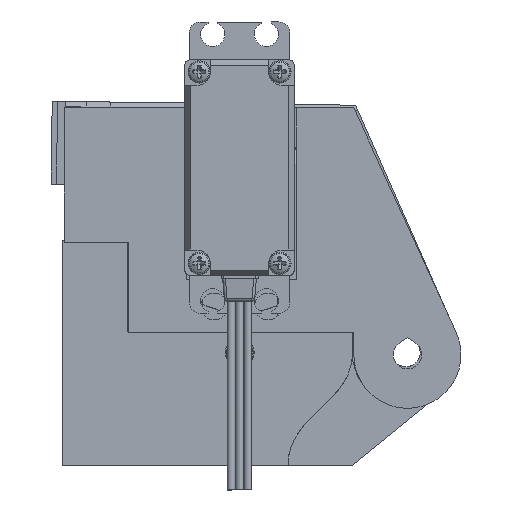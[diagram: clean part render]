
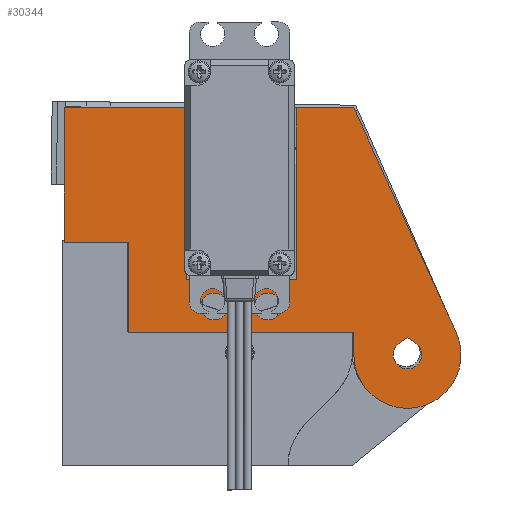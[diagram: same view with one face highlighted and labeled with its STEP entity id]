
A CAD part, left-side view. The second image highlights one B-rep face of the part: STEP entity #30344.
In plain terms, the highlighted planar face has unit normal (-1, 0, 0).
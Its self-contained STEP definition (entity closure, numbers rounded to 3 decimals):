
#1919=FACE_BOUND('',#5936,.T.);
#1920=FACE_BOUND('',#5937,.T.);
#1921=FACE_BOUND('',#5938,.T.);
#2850=CIRCLE('',#33033,2.5);
#2852=CIRCLE('',#33036,2.5);
#2854=CIRCLE('',#33043,10.);
#2855=CIRCLE('',#33044,2.65);
#4066=FACE_OUTER_BOUND('',#5935,.T.);
#5935=EDGE_LOOP('',(#25291,#25292,#25293,#25294,#25295,#25296,#25297,#25298,
#25299,#25300,#25301,#25302,#25303,#25304,#25305,#25306,#25307));
#5936=EDGE_LOOP('',(#25308));
#5937=EDGE_LOOP('',(#25309));
#5938=EDGE_LOOP('',(#25310,#25311,#25312));
#8054=LINE('',#53813,#10698);
#8058=LINE('',#53821,#10702);
#8152=LINE('',#54302,#10796);
#8156=LINE('',#54310,#10800);
#8159=LINE('',#54316,#10803);
#8163=LINE('',#54324,#10807);
#8164=LINE('',#54325,#10808);
#8165=LINE('',#54327,#10809);
#8166=LINE('',#54329,#10810);
#8167=LINE('',#54331,#10811);
#8168=LINE('',#54333,#10812);
#8169=LINE('',#54335,#10813);
#8170=LINE('',#54337,#10814);
#8171=LINE('',#54340,#10815);
#8172=LINE('',#54342,#10816);
#8173=LINE('',#54343,#10817);
#8174=LINE('',#54346,#10818);
#8175=LINE('',#54349,#10819);
#10698=VECTOR('',#39050,10.);
#10702=VECTOR('',#39054,10.);
#10796=VECTOR('',#39178,10.);
#10800=VECTOR('',#39184,10.);
#10803=VECTOR('',#39189,10.);
#10807=VECTOR('',#39197,10.);
#10808=VECTOR('',#39198,10.);
#10809=VECTOR('',#39199,10.);
#10810=VECTOR('',#39200,10.);
#10811=VECTOR('',#39201,10.);
#10812=VECTOR('',#39202,10.);
#10813=VECTOR('',#39203,10.);
#10814=VECTOR('',#39204,10.);
#10815=VECTOR('',#39207,10.);
#10816=VECTOR('',#39208,10.);
#10817=VECTOR('',#39209,10.);
#10818=VECTOR('',#39210,10.);
#10819=VECTOR('',#39213,10.);
#13741=VERTEX_POINT('',#53810);
#13742=VERTEX_POINT('',#53812);
#13745=VERTEX_POINT('',#53818);
#13746=VERTEX_POINT('',#53820);
#13883=VERTEX_POINT('',#54288);
#13885=VERTEX_POINT('',#54294);
#13887=VERTEX_POINT('',#54300);
#13888=VERTEX_POINT('',#54301);
#13891=VERTEX_POINT('',#54309);
#13893=VERTEX_POINT('',#54315);
#13895=VERTEX_POINT('',#54323);
#13896=VERTEX_POINT('',#54326);
#13897=VERTEX_POINT('',#54328);
#13898=VERTEX_POINT('',#54330);
#13899=VERTEX_POINT('',#54332);
#13900=VERTEX_POINT('',#54334);
#13901=VERTEX_POINT('',#54336);
#13902=VERTEX_POINT('',#54338);
#13903=VERTEX_POINT('',#54341);
#13904=VERTEX_POINT('',#54344);
#13905=VERTEX_POINT('',#54345);
#13906=VERTEX_POINT('',#54347);
#17704=EDGE_CURVE('',#13742,#13741,#8054,.T.);
#17708=EDGE_CURVE('',#13746,#13745,#8058,.T.);
#17850=EDGE_CURVE('',#13883,#13883,#2850,.T.);
#17853=EDGE_CURVE('',#13885,#13885,#2852,.T.);
#17856=EDGE_CURVE('',#13887,#13888,#8152,.T.);
#17860=EDGE_CURVE('',#13891,#13887,#8156,.T.);
#17863=EDGE_CURVE('',#13893,#13891,#8159,.T.);
#17867=EDGE_CURVE('',#13888,#13895,#8163,.T.);
#17868=EDGE_CURVE('',#13895,#13742,#8164,.T.);
#17869=EDGE_CURVE('',#13741,#13896,#8165,.T.);
#17870=EDGE_CURVE('',#13896,#13897,#8166,.T.);
#17871=EDGE_CURVE('',#13897,#13898,#8167,.T.);
#17872=EDGE_CURVE('',#13898,#13899,#8168,.T.);
#17873=EDGE_CURVE('',#13899,#13900,#8169,.T.);
#17874=EDGE_CURVE('',#13900,#13901,#8170,.T.);
#17875=EDGE_CURVE('',#13901,#13902,#2854,.T.);
#17876=EDGE_CURVE('',#13746,#13902,#8171,.T.);
#17877=EDGE_CURVE('',#13745,#13903,#8172,.T.);
#17878=EDGE_CURVE('',#13903,#13893,#8173,.T.);
#17879=EDGE_CURVE('',#13904,#13905,#8174,.T.);
#17880=EDGE_CURVE('',#13905,#13906,#2855,.T.);
#17881=EDGE_CURVE('',#13906,#13904,#8175,.T.);
#25291=ORIENTED_EDGE('',*,*,#17863,.T.);
#25292=ORIENTED_EDGE('',*,*,#17860,.T.);
#25293=ORIENTED_EDGE('',*,*,#17856,.T.);
#25294=ORIENTED_EDGE('',*,*,#17867,.T.);
#25295=ORIENTED_EDGE('',*,*,#17868,.T.);
#25296=ORIENTED_EDGE('',*,*,#17704,.T.);
#25297=ORIENTED_EDGE('',*,*,#17869,.T.);
#25298=ORIENTED_EDGE('',*,*,#17870,.T.);
#25299=ORIENTED_EDGE('',*,*,#17871,.T.);
#25300=ORIENTED_EDGE('',*,*,#17872,.T.);
#25301=ORIENTED_EDGE('',*,*,#17873,.T.);
#25302=ORIENTED_EDGE('',*,*,#17874,.T.);
#25303=ORIENTED_EDGE('',*,*,#17875,.T.);
#25304=ORIENTED_EDGE('',*,*,#17876,.F.);
#25305=ORIENTED_EDGE('',*,*,#17708,.T.);
#25306=ORIENTED_EDGE('',*,*,#17877,.T.);
#25307=ORIENTED_EDGE('',*,*,#17878,.T.);
#25308=ORIENTED_EDGE('',*,*,#17850,.T.);
#25309=ORIENTED_EDGE('',*,*,#17853,.T.);
#25310=ORIENTED_EDGE('',*,*,#17879,.T.);
#25311=ORIENTED_EDGE('',*,*,#17880,.T.);
#25312=ORIENTED_EDGE('',*,*,#17881,.T.);
#28864=PLANE('',#33042);
#30344=ADVANCED_FACE('',(#4066,#1919,#1920,#1921),#28864,.T.);
#33033=AXIS2_PLACEMENT_3D('',#54289,#39164,#39165);
#33036=AXIS2_PLACEMENT_3D('',#54295,#39171,#39172);
#33042=AXIS2_PLACEMENT_3D('',#54322,#39195,#39196);
#33043=AXIS2_PLACEMENT_3D('',#54339,#39205,#39206);
#33044=AXIS2_PLACEMENT_3D('',#54348,#39211,#39212);
#39050=DIRECTION('',(0.,1.,0.));
#39054=DIRECTION('',(0.,1.,0.));
#39164=DIRECTION('center_axis',(1.,0.,0.));
#39165=DIRECTION('ref_axis',(0.,-1.,0.));
#39171=DIRECTION('center_axis',(1.,0.,0.));
#39172=DIRECTION('ref_axis',(0.,-1.,0.));
#39178=DIRECTION('',(0.,0.,1.));
#39184=DIRECTION('',(0.,1.,0.));
#39189=DIRECTION('',(0.,0.,-1.));
#39195=DIRECTION('center_axis',(-1.,0.,0.));
#39196=DIRECTION('ref_axis',(0.,-1.,0.));
#39197=DIRECTION('',(0.,1.,0.));
#39198=DIRECTION('',(0.,0.,1.));
#39199=DIRECTION('',(0.,0.,-1.));
#39200=DIRECTION('',(0.,-1.,0.));
#39201=DIRECTION('',(0.,0.,-1.));
#39202=DIRECTION('',(0.,-1.,0.));
#39203=DIRECTION('',(0.,0.,-1.));
#39204=DIRECTION('',(0.,0.,-1.));
#39205=DIRECTION('center_axis',(-1.,0.,0.));
#39206=DIRECTION('ref_axis',(0.,-1.,0.));
#39207=DIRECTION('',(0.,-0.415,-0.91));
#39208=DIRECTION('',(0.,0.,-1.));
#39209=DIRECTION('',(0.,1.,0.));
#39210=DIRECTION('',(0.,-0.817,-0.576));
#39211=DIRECTION('center_axis',(1.,0.,0.));
#39212=DIRECTION('ref_axis',(0.,-1.,0.));
#39213=DIRECTION('',(0.,-0.817,0.576));
#53810=CARTESIAN_POINT('',(-123.,33.,46.));
#53812=CARTESIAN_POINT('',(-123.,10.25,46.));
#53813=CARTESIAN_POINT('',(-123.,21.,46.));
#53818=CARTESIAN_POINT('',(-123.,-10.25,46.));
#53820=CARTESIAN_POINT('',(-123.,-21.,46.));
#53821=CARTESIAN_POINT('',(-123.,21.,46.));
#54288=CARTESIAN_POINT('',(-123.,7.5,9.));
#54289=CARTESIAN_POINT('Origin',(-123.,5.,9.));
#54294=CARTESIAN_POINT('',(-123.,-2.5,9.));
#54295=CARTESIAN_POINT('Origin',(-123.,-5.,9.));
#54300=CARTESIAN_POINT('',(-123.,1.875,6.58));
#54301=CARTESIAN_POINT('',(-123.,1.875,14.));
#54302=CARTESIAN_POINT('',(-123.,1.875,15.44));
#54309=CARTESIAN_POINT('',(-123.,-1.875,6.58));
#54310=CARTESIAN_POINT('',(-123.,-0.937,6.58));
#54315=CARTESIAN_POINT('',(-123.,-1.875,14.));
#54316=CARTESIAN_POINT('',(-123.,-1.875,19.15));
#54322=CARTESIAN_POINT('Origin',(-123.,0.,24.3));
#54323=CARTESIAN_POINT('',(-123.,10.25,14.));
#54324=CARTESIAN_POINT('',(-123.,-5.125,14.));
#54325=CARTESIAN_POINT('',(-123.,10.25,14.));
#54326=CARTESIAN_POINT('',(-123.,33.,21.));
#54327=CARTESIAN_POINT('',(-123.,33.,46.));
#54328=CARTESIAN_POINT('',(-123.,21.,21.));
#54329=CARTESIAN_POINT('',(-123.,13.5,21.));
#54330=CARTESIAN_POINT('',(-123.,21.,4.05));
#54331=CARTESIAN_POINT('',(-123.,21.,44.55));
#54332=CARTESIAN_POINT('',(-123.,-21.,4.05));
#54333=CARTESIAN_POINT('',(-123.,21.,4.05));
#54334=CARTESIAN_POINT('',(-123.,-21.,4.));
#54335=CARTESIAN_POINT('',(-123.,-21.,46.));
#54336=CARTESIAN_POINT('',(-123.,-21.,0.));
#54337=CARTESIAN_POINT('',(-123.,-21.,4.));
#54338=CARTESIAN_POINT('',(-123.,-40.097,4.152));
#54339=CARTESIAN_POINT('Origin',(-123.,-31.,0.));
#54340=CARTESIAN_POINT('',(-123.,-21.,46.));
#54341=CARTESIAN_POINT('',(-123.,-10.25,14.));
#54342=CARTESIAN_POINT('',(-123.,-10.25,35.15));
#54343=CARTESIAN_POINT('',(-123.,-5.125,14.));
#54344=CARTESIAN_POINT('',(-123.,-31.,3.243));
#54345=CARTESIAN_POINT('',(-123.,-32.527,2.166));
#54346=CARTESIAN_POINT('',(-123.,-15.69,14.041));
#54347=CARTESIAN_POINT('',(-123.,-29.473,2.166));
#54348=CARTESIAN_POINT('Origin',(-123.,-31.,0.));
#54349=CARTESIAN_POINT('',(-123.,-24.844,-1.099));
